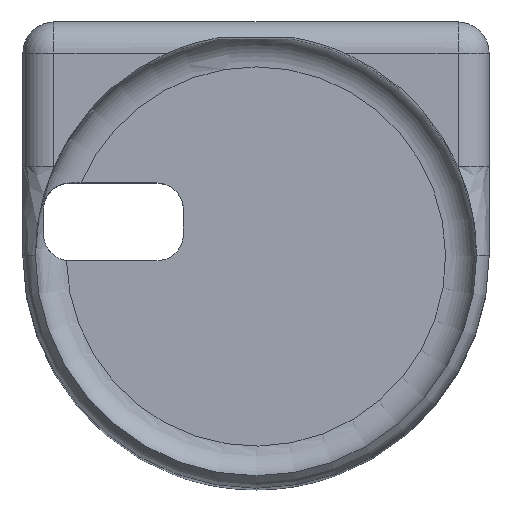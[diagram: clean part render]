
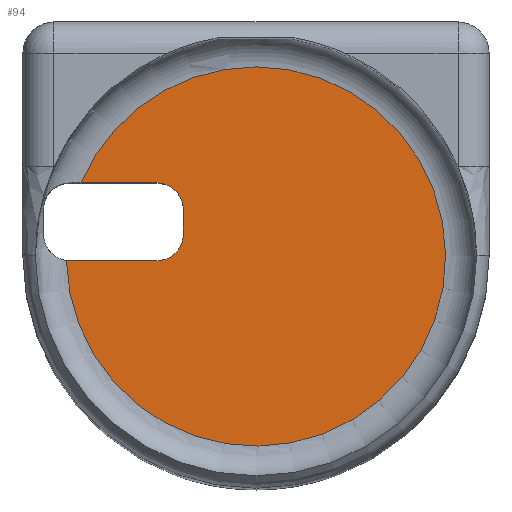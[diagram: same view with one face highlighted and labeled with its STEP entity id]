
A CAD part, top view. The second image highlights one B-rep face of the part: STEP entity #94.
In plain terms, the highlighted planar face has unit normal (0, 0, 1).
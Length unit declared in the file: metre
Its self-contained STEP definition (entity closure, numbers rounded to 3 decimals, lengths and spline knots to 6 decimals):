
#94 = ADVANCED_FACE( '', ( #204 ), #205, .T. );
#204 = FACE_OUTER_BOUND( '', #330, .T. );
#205 = PLANE( '', #331 );
#330 = EDGE_LOOP( '', ( #721, #722, #723, #724, #725, #726, #727 ) );
#331 = AXIS2_PLACEMENT_3D( '', #728, #729, #730 );
#721 = ORIENTED_EDGE( '', *, *, #916, .F. );
#722 = ORIENTED_EDGE( '', *, *, #983, .F. );
#723 = ORIENTED_EDGE( '', *, *, #984, .F. );
#724 = ORIENTED_EDGE( '', *, *, #985, .F. );
#725 = ORIENTED_EDGE( '', *, *, #986, .T. );
#726 = ORIENTED_EDGE( '', *, *, #930, .F. );
#727 = ORIENTED_EDGE( '', *, *, #987, .T. );
#728 = CARTESIAN_POINT( '', ( 0., 0.003012, 0.0151 ) );
#729 = DIRECTION( '', ( 0., 0., 1. ) );
#730 = DIRECTION( '', ( 1., 0., 0. ) );
#916 = EDGE_CURVE( '', #1052, #1053, #1054, .T. );
#930 = EDGE_CURVE( '', #1077, #1079, #1080, .T. );
#983 = EDGE_CURVE( '', #1156, #1052, #1157, .T. );
#984 = EDGE_CURVE( '', #1158, #1156, #1159, .T. );
#985 = EDGE_CURVE( '', #1160, #1158, #1161, .T. );
#986 = EDGE_CURVE( '', #1160, #1079, #1162, .T. );
#987 = EDGE_CURVE( '', #1077, #1053, #1163, .T. );
#1052 = VERTEX_POINT( '', #1233 );
#1053 = VERTEX_POINT( '', #1234 );
#1054 = LINE( '', #1235, #1236 );
#1077 = VERTEX_POINT( '', #1275 );
#1079 = VERTEX_POINT( '', #1290 );
#1080 = CIRCLE( '', #1291, 0.0017 );
#1156 = VERTEX_POINT( '', #1503 );
#1157 = CIRCLE( '', #1504, 0.0017 );
#1158 = VERTEX_POINT( '', #1505 );
#1159 = LINE( '', #1506, #1507 );
#1160 = VERTEX_POINT( '', #1508 );
#1161 = CIRCLE( '', #1509, 0.0017 );
#1162 = LINE( '', #1510, #1511 );
#1163 = CIRCLE( '', #1512, 0.0122 );
#1233 = CARTESIAN_POINT( '', ( -0.006375, 0.004733, 0.0151 ) );
#1234 = CARTESIAN_POINT( '', ( -0.011244, 0.004733, 0.0151 ) );
#1235 = CARTESIAN_POINT( '', ( 0., 0.004733, 0.0151 ) );
#1236 = VECTOR( '', #1653, 1. );
#1275 = CARTESIAN_POINT( '', ( -0.012197, -0.000252, 0.0151 ) );
#1290 = CARTESIAN_POINT( '', ( -0.011975, -0.000267, 0.0151 ) );
#1291 = AXIS2_PLACEMENT_3D( '', #1670, #1671, #1672 );
#1503 = CARTESIAN_POINT( '', ( -0.004675, 0.003033, 0.0151 ) );
#1504 = AXIS2_PLACEMENT_3D( '', #1741, #1742, #1743 );
#1505 = CARTESIAN_POINT( '', ( -0.004675, 0.001433, 0.0151 ) );
#1506 = CARTESIAN_POINT( '', ( -0.004675, 0.003012, 0.0151 ) );
#1507 = VECTOR( '', #1744, 1. );
#1508 = CARTESIAN_POINT( '', ( -0.006375, -0.000267, 0.0151 ) );
#1509 = AXIS2_PLACEMENT_3D( '', #1745, #1746, #1747 );
#1510 = CARTESIAN_POINT( '', ( 0., -0.000267, 0.0151 ) );
#1511 = VECTOR( '', #1748, 1. );
#1512 = AXIS2_PLACEMENT_3D( '', #1749, #1750, #1751 );
#1653 = DIRECTION( '', ( -1., 0., 0. ) );
#1670 = CARTESIAN_POINT( '', ( -0.011975, 0.001433, 0.0151 ) );
#1671 = DIRECTION( '', ( 0., 0., 1. ) );
#1672 = DIRECTION( '', ( 1., 0., 0. ) );
#1741 = CARTESIAN_POINT( '', ( -0.006375, 0.003033, 0.0151 ) );
#1742 = DIRECTION( '', ( 0., 0., 1. ) );
#1743 = DIRECTION( '', ( 1., 0., 0. ) );
#1744 = DIRECTION( '', ( 0., 1., 0. ) );
#1745 = CARTESIAN_POINT( '', ( -0.006375, 0.001433, 0.0151 ) );
#1746 = DIRECTION( '', ( 0., 0., 1. ) );
#1747 = DIRECTION( '', ( 1., 0., 0. ) );
#1748 = DIRECTION( '', ( -1., 0., 0. ) );
#1749 = CARTESIAN_POINT( '', ( 0., 0., 0.0151 ) );
#1750 = DIRECTION( '', ( 0., 0., 1. ) );
#1751 = DIRECTION( '', ( 1., 0., 0. ) );
